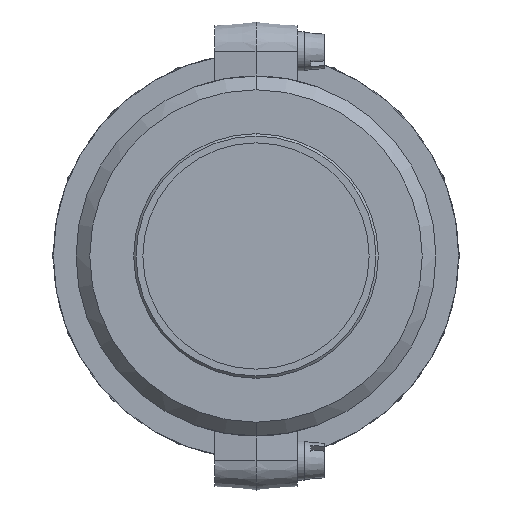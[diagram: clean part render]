
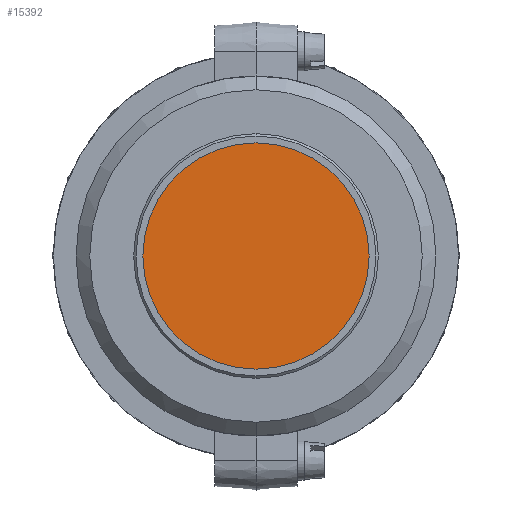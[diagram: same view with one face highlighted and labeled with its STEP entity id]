
A CAD part, front view. The second image highlights one B-rep face of the part: STEP entity #15392.
In plain terms, the highlighted planar face has unit normal (0, -1, 0).
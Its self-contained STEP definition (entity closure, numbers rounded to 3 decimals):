
#625 = CARTESIAN_POINT ( 'NONE',  ( 0., -24.15, 16.75 ) ) ;
#646 = AXIS2_PLACEMENT_3D ( 'NONE', #1783, #12629, #17045 ) ;
#1223 = AXIS2_PLACEMENT_3D ( 'NONE', #4705, #15748, #1527 ) ;
#1288 = CIRCLE ( 'NONE', #646, 16.75 ) ;
#1527 = DIRECTION ( 'NONE',  ( 0., 0., -1. ) ) ;
#1783 = CARTESIAN_POINT ( 'NONE',  ( 0., -24.15, 0. ) ) ;
#2412 = VERTEX_POINT ( 'NONE', #625 ) ;
#2896 = ORIENTED_EDGE ( 'NONE', *, *, #10518, .F. ) ;
#3074 = FACE_OUTER_BOUND ( 'NONE', #14125, .T. ) ;
#3281 = AXIS2_PLACEMENT_3D ( 'NONE', #4301, #16765, #9157 ) ;
#3299 = ORIENTED_EDGE ( 'NONE', *, *, #4983, .F. ) ;
#4301 = CARTESIAN_POINT ( 'NONE',  ( 0., -24.15, 0. ) ) ;
#4649 = VERTEX_POINT ( 'NONE', #10359 ) ;
#4705 = CARTESIAN_POINT ( 'NONE',  ( -16.75, -24.15, 0. ) ) ;
#4983 = EDGE_CURVE ( 'NONE', #4649, #2412, #12004, .T. ) ;
#9157 = DIRECTION ( 'NONE',  ( 0., 0., 1. ) ) ;
#10359 = CARTESIAN_POINT ( 'NONE',  ( 0., -24.15, -16.75 ) ) ;
#10518 = EDGE_CURVE ( 'NONE', #2412, #4649, #1288, .T. ) ;
#12004 = CIRCLE ( 'NONE', #3281, 16.75 ) ;
#12629 = DIRECTION ( 'NONE',  ( 0., 1., 0. ) ) ;
#14125 = EDGE_LOOP ( 'NONE', ( #2896, #3299 ) ) ;
#15392 = ADVANCED_FACE ( 'NONE', ( #3074 ), #15455, .T. ) ;
#15455 = PLANE ( 'NONE',  #1223 ) ;
#15748 = DIRECTION ( 'NONE',  ( 0., -1., 0. ) ) ;
#16765 = DIRECTION ( 'NONE',  ( 0., 1., 0. ) ) ;
#17045 = DIRECTION ( 'NONE',  ( 0., 0., 1. ) ) ;
